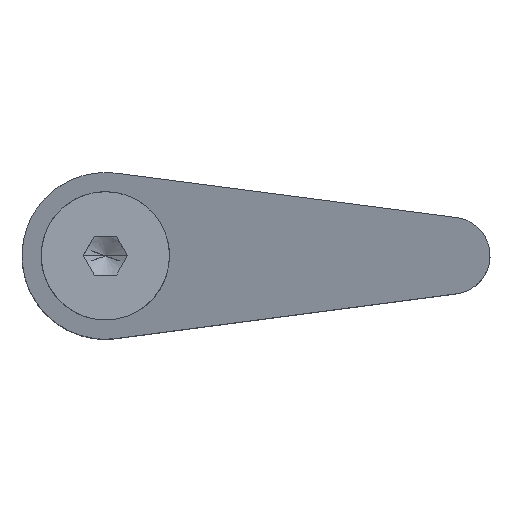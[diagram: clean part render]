
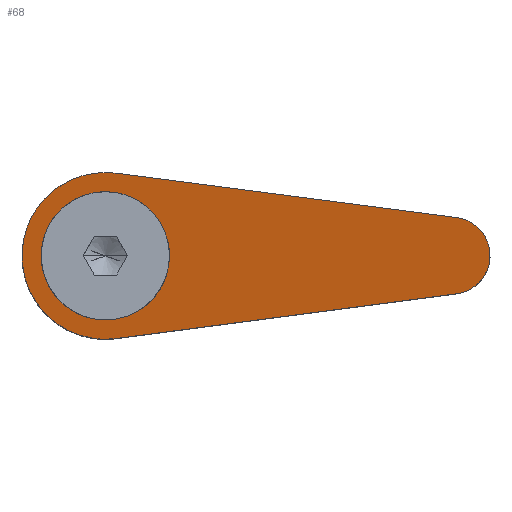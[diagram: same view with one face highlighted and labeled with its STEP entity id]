
A CAD part, top view. The second image highlights one B-rep face of the part: STEP entity #68.
In plain terms, the highlighted planar face has unit normal (-0.264, 0, 0.965).
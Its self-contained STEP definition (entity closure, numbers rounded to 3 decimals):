
#68=ADVANCED_FACE('',(#121,#122),#123,.F.);
#121=FACE_BOUND('',#179,.T.);
#122=FACE_OUTER_BOUND('',#180,.T.);
#123=PLANE('',#181);
#179=EDGE_LOOP('',(#351,#352));
#180=EDGE_LOOP('',(#353,#354,#355,#356,#357));
#181=AXIS2_PLACEMENT_3D('',#358,#359,#360);
#351=ORIENTED_EDGE('',*,*,#402,.T.);
#352=ORIENTED_EDGE('',*,*,#436,.T.);
#353=ORIENTED_EDGE('',*,*,#444,.F.);
#354=ORIENTED_EDGE('',*,*,#445,.F.);
#355=ORIENTED_EDGE('',*,*,#395,.F.);
#356=ORIENTED_EDGE('',*,*,#446,.F.);
#357=ORIENTED_EDGE('',*,*,#447,.F.);
#358=CARTESIAN_POINT('',(30.0,0.0,42.5));
#359=DIRECTION('',(0.264,0.0,-0.964));
#360=DIRECTION('',(-0.964,0.0,-0.264));
#395=EDGE_CURVE('',#458,#460,#461,.T.);
#402=EDGE_CURVE('',#474,#471,#475,.T.);
#436=EDGE_CURVE('',#471,#474,#529,.T.);
#444=EDGE_CURVE('',#540,#541,#542,.T.);
#445=EDGE_CURVE('',#460,#540,#543,.T.);
#446=EDGE_CURVE('',#544,#458,#545,.T.);
#447=EDGE_CURVE('',#541,#544,#546,.T.);
#458=VERTEX_POINT('',#558);
#460=VERTEX_POINT('',#561);
#461=ELLIPSE('',#562,6.74,6.5);
#471=VERTEX_POINT('',#575);
#474=VERTEX_POINT('',#579);
#475=ELLIPSE('',#580,5.184,5.0);
#529=ELLIPSE('',#707,5.184,5.0);
#540=VERTEX_POINT('',#720);
#541=VERTEX_POINT('',#721);
#542=ELLIPSE('',#722,3.111,3.0);
#543=LINE('',#723,#724);
#544=VERTEX_POINT('',#725);
#545=ELLIPSE('',#726,6.74,6.5);
#546=LINE('',#727,#728);
#558=CARTESIAN_POINT('',(-0.843,-6.445,34.05));
#561=CARTESIAN_POINT('',(0.843,6.445,34.512));
#562=AXIS2_PLACEMENT_3D('',#743,#744,#745);
#575=CARTESIAN_POINT('',(-5.0,0.,32.911));
#579=CARTESIAN_POINT('',(5.0,0.,35.651));
#580=AXIS2_PLACEMENT_3D('',#756,#757,#758);
#707=AXIS2_PLACEMENT_3D('',#802,#803,#804);
#720=CARTESIAN_POINT('',(27.389,2.975,41.785));
#721=CARTESIAN_POINT('',(27.389,-2.975,41.785));
#722=AXIS2_PLACEMENT_3D('',#822,#823,#824);
#723=CARTESIAN_POINT('',(13.665,4.769,38.025));
#724=VECTOR('',#825,10.0);
#725=CARTESIAN_POINT('',(0.843,-6.445,34.512));
#726=AXIS2_PLACEMENT_3D('',#826,#827,#828);
#727=CARTESIAN_POINT('',(26.026,-3.153,41.411));
#728=VECTOR('',#829,10.0);
#743=CARTESIAN_POINT('',(0.0,0.0,34.281));
#744=DIRECTION('',(0.264,0.0,-0.964));
#745=DIRECTION('',(0.964,0.,0.264));
#756=CARTESIAN_POINT('',(0.0,0.0,34.281));
#757=DIRECTION('',(0.264,0.0,-0.964));
#758=DIRECTION('',(-0.964,0.0,-0.264));
#802=CARTESIAN_POINT('',(0.0,0.0,34.281));
#803=DIRECTION('',(0.264,0.0,-0.964));
#804=DIRECTION('',(-0.964,0.0,-0.264));
#822=CARTESIAN_POINT('',(27.0,0.0,41.678));
#823=DIRECTION('',(0.264,0.0,-0.964));
#824=DIRECTION('',(0.964,0.,0.264));
#825=DIRECTION('',(0.957,-0.125,0.262));
#826=CARTESIAN_POINT('',(0.0,0.0,34.281));
#827=DIRECTION('',(0.264,0.0,-0.964));
#828=DIRECTION('',(0.964,0.,0.264));
#829=DIRECTION('',(-0.957,-0.125,-0.262));
